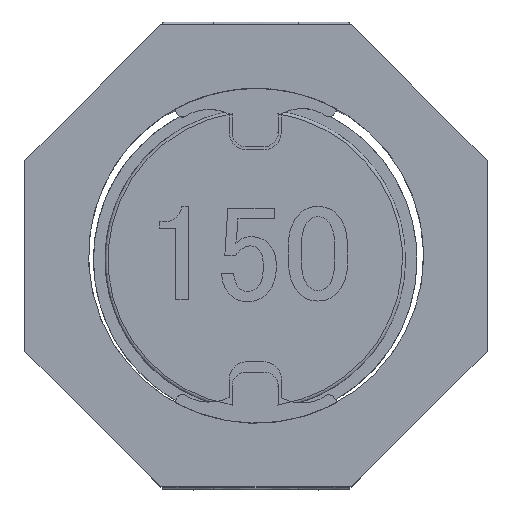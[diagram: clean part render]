
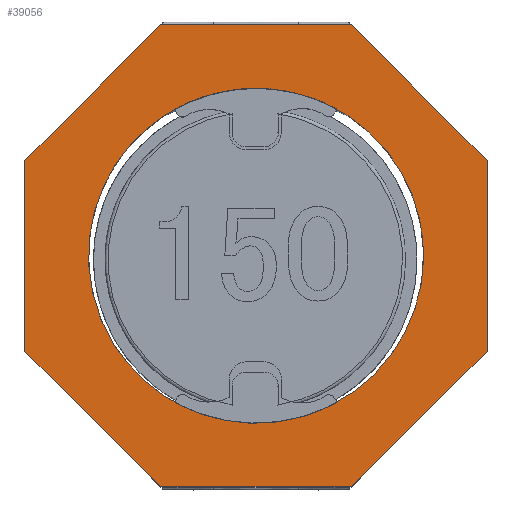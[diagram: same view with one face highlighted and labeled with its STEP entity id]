
A CAD part, top view. The second image highlights one B-rep face of the part: STEP entity #39056.
In plain terms, the highlighted free-form (B-spline) face has degree [1, 1] with [2, 2] control points.
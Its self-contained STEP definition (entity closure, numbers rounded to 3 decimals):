
#38667=CARTESIAN_POINT('',(-1.65,4.,0.));
#38668=VERTEX_POINT('',#38667);
#38674=CARTESIAN_POINT('',(1.65,4.,0.));
#38675=VERTEX_POINT('',#38674);
#38676=CARTESIAN_POINT('',(1.65,4.,0.));
#38677=CARTESIAN_POINT('',(-1.65,4.,0.));
#38678=B_SPLINE_CURVE_WITH_KNOTS('',1,(#38676,#38677),.POLYLINE_FORM.,.F.,.U.,(2,2),(0.,1.),.UNSPECIFIED.);
#38679=EDGE_CURVE('',#38675,#38668,#38678,.T.);
#38906=CARTESIAN_POINT('',(-1.602,2.417,0.));
#38907=VERTEX_POINT('',#38906);
#38913=CARTESIAN_POINT('',(-1.602,2.417,0.));
#38914=CARTESIAN_POINT('',(2.585,5.192,0.));
#38915=CARTESIAN_POINT('',(2.894,0.179,0.));
#38916=CARTESIAN_POINT('',(3.204,-4.835,0.));
#38917=CARTESIAN_POINT('',(-1.292,-2.596,0.));
#38918=CARTESIAN_POINT('',(-5.789,-0.358,0.));
#38919=CARTESIAN_POINT('',(-1.602,2.417,0.));
#38920=(BOUNDED_CURVE()B_SPLINE_CURVE(2,(#38913,#38914,#38915,#38916,#38917,#38918,#38919),.CIRCULAR_ARC.,.T.,.U.)B_SPLINE_CURVE_WITH_KNOTS((3,2,2,3),(0.,0.333,0.667,1.),.UNSPECIFIED.)CURVE()GEOMETRIC_REPRESENTATION_ITEM()RATIONAL_B_SPLINE_CURVE((1.,0.5,1.,0.5,1.,0.5,1.))REPRESENTATION_ITEM(''));
#38921=EDGE_CURVE('',#38907,#38907,#38920,.T.);
#38998=CARTESIAN_POINT('',(4.4,-4.4,0.));
#38999=CARTESIAN_POINT('',(-4.4,-4.4,0.));
#39000=CARTESIAN_POINT('',(4.4,4.4,0.));
#39001=CARTESIAN_POINT('',(-4.4,4.4,0.));
#39002=B_SPLINE_SURFACE_WITH_KNOTS('',1,1,((#38998,#38999),(#39000,#39001)),.PLANE_SURF.,.F.,.F.,.U.,(2,2),(2,2),(0.,1.),(0.,1.),.UNSPECIFIED.);
#39003=CARTESIAN_POINT('',(4.,-1.65,0.));
#39004=VERTEX_POINT('',#39003);
#39005=CARTESIAN_POINT('',(4.,1.65,0.));
#39006=VERTEX_POINT('',#39005);
#39007=CARTESIAN_POINT('',(4.,-1.65,0.));
#39008=CARTESIAN_POINT('',(4.,1.65,0.));
#39009=B_SPLINE_CURVE_WITH_KNOTS('',1,(#39007,#39008),.POLYLINE_FORM.,.F.,.U.,(2,2),(0.,1.),.UNSPECIFIED.);
#39010=EDGE_CURVE('',#39004,#39006,#39009,.T.);
#39011=ORIENTED_EDGE('',*,*,#39010,.T.);
#39012=CARTESIAN_POINT('',(4.,1.65,0.));
#39013=CARTESIAN_POINT('',(1.65,4.,0.));
#39014=B_SPLINE_CURVE_WITH_KNOTS('',1,(#39012,#39013),.POLYLINE_FORM.,.F.,.U.,(2,2),(0.,1.),.UNSPECIFIED.);
#39015=EDGE_CURVE('',#39006,#38675,#39014,.T.);
#39016=ORIENTED_EDGE('',*,*,#39015,.T.);
#39017=ORIENTED_EDGE('',*,*,#38679,.T.);
#39018=CARTESIAN_POINT('',(-4.,1.65,0.));
#39019=VERTEX_POINT('',#39018);
#39020=CARTESIAN_POINT('',(-1.65,4.,0.));
#39021=CARTESIAN_POINT('',(-4.,1.65,0.));
#39022=B_SPLINE_CURVE_WITH_KNOTS('',1,(#39020,#39021),.POLYLINE_FORM.,.F.,.U.,(2,2),(0.,1.),.UNSPECIFIED.);
#39023=EDGE_CURVE('',#38668,#39019,#39022,.T.);
#39024=ORIENTED_EDGE('',*,*,#39023,.T.);
#39025=CARTESIAN_POINT('',(-4.,-1.65,0.));
#39026=VERTEX_POINT('',#39025);
#39027=CARTESIAN_POINT('',(-4.,1.65,0.));
#39028=CARTESIAN_POINT('',(-4.,-1.65,0.));
#39029=B_SPLINE_CURVE_WITH_KNOTS('',1,(#39027,#39028),.POLYLINE_FORM.,.F.,.U.,(2,2),(0.,1.),.UNSPECIFIED.);
#39030=EDGE_CURVE('',#39019,#39026,#39029,.T.);
#39031=ORIENTED_EDGE('',*,*,#39030,.T.);
#39032=CARTESIAN_POINT('',(-1.65,-4.,0.));
#39033=VERTEX_POINT('',#39032);
#39034=CARTESIAN_POINT('',(-4.,-1.65,0.));
#39035=CARTESIAN_POINT('',(-1.65,-4.,0.));
#39036=B_SPLINE_CURVE_WITH_KNOTS('',1,(#39034,#39035),.POLYLINE_FORM.,.F.,.U.,(2,2),(0.,1.),.UNSPECIFIED.);
#39037=EDGE_CURVE('',#39026,#39033,#39036,.T.);
#39038=ORIENTED_EDGE('',*,*,#39037,.T.);
#39039=CARTESIAN_POINT('',(1.65,-4.,0.));
#39040=VERTEX_POINT('',#39039);
#39041=CARTESIAN_POINT('',(-1.65,-4.,0.));
#39042=CARTESIAN_POINT('',(1.65,-4.,0.));
#39043=B_SPLINE_CURVE_WITH_KNOTS('',1,(#39041,#39042),.POLYLINE_FORM.,.F.,.U.,(2,2),(0.,1.),.UNSPECIFIED.);
#39044=EDGE_CURVE('',#39033,#39040,#39043,.T.);
#39045=ORIENTED_EDGE('',*,*,#39044,.T.);
#39046=CARTESIAN_POINT('',(1.65,-4.,0.));
#39047=CARTESIAN_POINT('',(4.,-1.65,0.));
#39048=B_SPLINE_CURVE_WITH_KNOTS('',1,(#39046,#39047),.POLYLINE_FORM.,.F.,.U.,(2,2),(0.,1.),.UNSPECIFIED.);
#39049=EDGE_CURVE('',#39040,#39004,#39048,.T.);
#39050=ORIENTED_EDGE('',*,*,#39049,.T.);
#39051=EDGE_LOOP('',(#39011,#39016,#39017,#39024,#39031,#39038,#39045,#39050));
#39052=FACE_OUTER_BOUND('',#39051,.T.);
#39053=ORIENTED_EDGE('',*,*,#38921,.T.);
#39054=EDGE_LOOP('',(#39053));
#39055=FACE_BOUND('',#39054,.T.);
#39056=ADVANCED_FACE('',(#39052,#39055),#39002,.T.);
